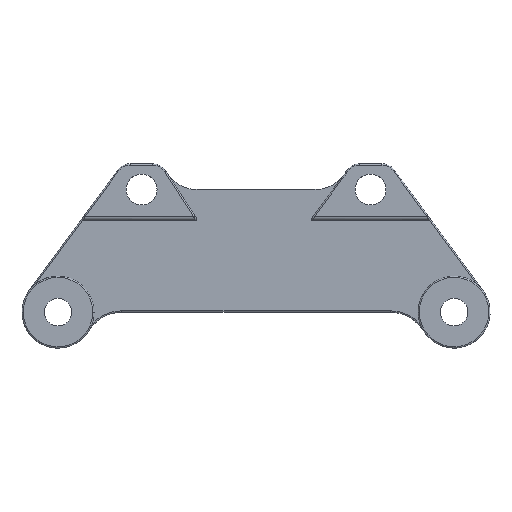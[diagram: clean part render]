
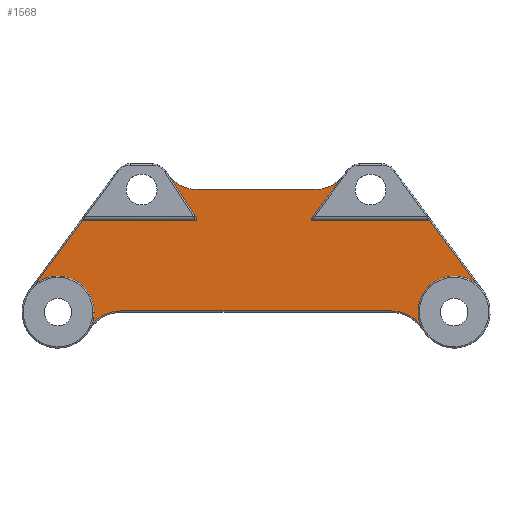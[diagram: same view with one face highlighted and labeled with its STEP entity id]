
A CAD part, top view. The second image highlights one B-rep face of the part: STEP entity #1568.
In plain terms, the highlighted planar face has unit normal (0, 0, 1).
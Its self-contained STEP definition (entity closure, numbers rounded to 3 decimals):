
#225=DIRECTION('',(1.,0.,0.));
#226=VECTOR('',#225,45.115);
#227=CARTESIAN_POINT('',(22.058,93.,19.));
#228=LINE('',#227,#226);
#229=DIRECTION('',(0.592,-0.806,0.));
#230=VECTOR('',#229,30.727);
#231=CARTESIAN_POINT('',(67.469,93.097,19.));
#232=LINE('',#231,#230);
#233=CARTESIAN_POINT('',(77.,57.332,19.));
#234=DIRECTION('',(0.,0.,1.));
#235=DIRECTION('',(0.619,0.786,0.));
#236=AXIS2_PLACEMENT_3D('',#233,#234,#235);
#238=CARTESIAN_POINT('',(77.,57.332,19.));
#239=DIRECTION('',(0.,0.,1.));
#240=DIRECTION('',(-1.,0.,0.));
#241=AXIS2_PLACEMENT_3D('',#238,#239,#240);
#243=CARTESIAN_POINT('',(52.181,42.332,19.));
#244=DIRECTION('',(0.,0.,-1.));
#245=DIRECTION('',(0.,1.,0.));
#246=AXIS2_PLACEMENT_3D('',#243,#244,#245);
#248=DIRECTION('',(1.,0.,0.));
#249=VECTOR('',#248,104.361);
#250=CARTESIAN_POINT('',(-52.181,57.832,19.));
#251=LINE('',#250,#249);
#252=CARTESIAN_POINT('',(-52.181,42.332,19.));
#253=DIRECTION('',(0.,0.,-1.));
#254=DIRECTION('',(-0.753,0.658,0.));
#255=AXIS2_PLACEMENT_3D('',#252,#253,#254);
#257=CARTESIAN_POINT('',(-77.,57.332,19.));
#258=DIRECTION('',(0.,0.,1.));
#259=DIRECTION('',(0.94,-0.342,0.));
#260=AXIS2_PLACEMENT_3D('',#257,#258,#259);
#262=CARTESIAN_POINT('',(-77.,57.332,19.));
#263=DIRECTION('',(0.,0.,1.));
#264=DIRECTION('',(1.,0.,0.));
#265=AXIS2_PLACEMENT_3D('',#262,#263,#264);
#267=DIRECTION('',(0.592,0.806,0.));
#268=VECTOR('',#267,30.727);
#269=CARTESIAN_POINT('',(-85.659,68.333,19.));
#270=LINE('',#269,#268);
#271=CARTESIAN_POINT('',(-67.173,93.5,19.));
#272=DIRECTION('',(0.,0.,-1.));
#273=DIRECTION('',(0.,-1.,0.));
#274=AXIS2_PLACEMENT_3D('',#271,#272,#273);
#276=DIRECTION('',(1.,0.,0.));
#277=VECTOR('',#276,43.551);
#278=CARTESIAN_POINT('',(-67.173,93.,19.));
#279=LINE('',#278,#277);
#280=DIRECTION('',(0.545,-0.838,0.));
#281=VECTOR('',#280,20.988);
#282=CARTESIAN_POINT('',(-34.641,111.37,19.));
#283=LINE('',#282,#281);
#284=DIRECTION('',(0.592,0.806,0.));
#285=VECTOR('',#284,19.518);
#286=CARTESIAN_POINT('',(21.655,93.796,19.));
#287=LINE('',#286,#285);
#303=CARTESIAN_POINT('',(67.173,93.,19.));
#318=CARTESIAN_POINT('',(-23.621,93.,19.));
#338=CARTESIAN_POINT('',(-67.173,93.,19.));
#345=CARTESIAN_POINT('',(67.173,93.5,19.));
#346=DIRECTION('',(0.,0.,-1.));
#347=DIRECTION('',(0.592,-0.806,0.));
#348=AXIS2_PLACEMENT_3D('',#345,#346,#347);
#641=CARTESIAN_POINT('',(22.902,119.,19.));
#642=DIRECTION('',(0.,0.,1.));
#643=DIRECTION('',(0.,-1.,0.));
#644=AXIS2_PLACEMENT_3D('',#641,#642,#643);
#662=CARTESIAN_POINT('',(21.655,93.796,19.));
#673=CARTESIAN_POINT('',(22.058,93.5,19.));
#674=DIRECTION('',(0.,0.,-1.));
#675=DIRECTION('',(0.,-1.,0.));
#676=AXIS2_PLACEMENT_3D('',#673,#674,#675);
#694=DIRECTION('',(-1.,0.,0.));
#695=VECTOR('',#694,45.805);
#696=CARTESIAN_POINT('',(22.902,105.,19.));
#697=LINE('',#696,#695);
#794=CARTESIAN_POINT('',(-22.902,119.,19.));
#795=DIRECTION('',(0.,0.,1.));
#796=DIRECTION('',(-0.838,-0.545,0.));
#797=AXIS2_PLACEMENT_3D('',#794,#795,#796);
#807=CARTESIAN_POINT('',(-23.202,93.772,19.));
#1067=CARTESIAN_POINT('',(-23.621,93.5,19.));
#1068=DIRECTION('',(0.,0.,-1.));
#1069=DIRECTION('',(0.838,0.545,0.));
#1070=AXIS2_PLACEMENT_3D('',#1067,#1068,#1069);
#1072=CARTESIAN_POINT('',(67.469,93.097,19.));
#1155=CARTESIAN_POINT('',(-63.,57.332,19.));
#1156=CARTESIAN_POINT('',(-85.659,68.333,19.));
#1157=VERTEX_POINT('',#1155);
#1158=VERTEX_POINT('',#1156);
#1168=CARTESIAN_POINT('',(-63.846,52.538,19.));
#1169=VERTEX_POINT('',#1168);
#1174=CARTESIAN_POINT('',(52.181,57.832,19.));
#1175=CARTESIAN_POINT('',(63.847,52.538,19.));
#1176=VERTEX_POINT('',#1174);
#1177=VERTEX_POINT('',#1175);
#1178=CARTESIAN_POINT('',(-52.181,57.832,19.));
#1179=VERTEX_POINT('',#1178);
#1184=CARTESIAN_POINT('',(63.,57.332,19.));
#1185=VERTEX_POINT('',#1184);
#1190=CARTESIAN_POINT('',(85.659,68.333,19.));
#1191=VERTEX_POINT('',#1190);
#1228=VERTEX_POINT('',#303);
#1312=VERTEX_POINT('',#1072);
#1313=CARTESIAN_POINT('',(-67.469,93.097,19.));
#1314=VERTEX_POINT('',#1313);
#1315=CARTESIAN_POINT('',(22.902,105.,19.));
#1316=CARTESIAN_POINT('',(-22.902,105.,19.));
#1317=VERTEX_POINT('',#1315);
#1318=VERTEX_POINT('',#1316);
#1319=CARTESIAN_POINT('',(33.21,109.526,19.));
#1320=VERTEX_POINT('',#1319);
#1321=CARTESIAN_POINT('',(-34.641,111.37,19.));
#1322=VERTEX_POINT('',#1321);
#1323=VERTEX_POINT('',#318);
#1325=VERTEX_POINT('',#807);
#1339=VERTEX_POINT('',#338);
#1340=CARTESIAN_POINT('',(22.058,93.,19.));
#1341=VERTEX_POINT('',#1340);
#1343=VERTEX_POINT('',#662);
#1522=CARTESIAN_POINT('',(0.,0.,19.));
#1523=DIRECTION('',(0.,0.,1.));
#1524=DIRECTION('',(1.,0.,0.));
#1525=AXIS2_PLACEMENT_3D('',#1522,#1523,#1524);
#1526=PLANE('',#1525);
#1528=ORIENTED_EDGE('',*,*,#1527,.T.);
#1530=ORIENTED_EDGE('',*,*,#1529,.F.);
#1532=ORIENTED_EDGE('',*,*,#1531,.T.);
#1534=ORIENTED_EDGE('',*,*,#1533,.T.);
#1536=ORIENTED_EDGE('',*,*,#1535,.T.);
#1538=ORIENTED_EDGE('',*,*,#1537,.F.);
#1540=ORIENTED_EDGE('',*,*,#1539,.F.);
#1542=ORIENTED_EDGE('',*,*,#1541,.F.);
#1544=ORIENTED_EDGE('',*,*,#1543,.T.);
#1545=ORIENTED_EDGE('',*,*,#1506,.T.);
#1547=ORIENTED_EDGE('',*,*,#1546,.T.);
#1549=ORIENTED_EDGE('',*,*,#1548,.F.);
#1551=ORIENTED_EDGE('',*,*,#1550,.T.);
#1553=ORIENTED_EDGE('',*,*,#1552,.F.);
#1555=ORIENTED_EDGE('',*,*,#1554,.F.);
#1557=ORIENTED_EDGE('',*,*,#1556,.T.);
#1559=ORIENTED_EDGE('',*,*,#1558,.F.);
#1561=ORIENTED_EDGE('',*,*,#1560,.T.);
#1563=ORIENTED_EDGE('',*,*,#1562,.F.);
#1565=ORIENTED_EDGE('',*,*,#1564,.F.);
#1566=EDGE_LOOP('',(#1528,#1530,#1532,#1534,#1536,#1538,#1540,#1542,#1544,#1545,
#1547,#1549,#1551,#1553,#1555,#1557,#1559,#1561,#1563,#1565));
#1567=FACE_OUTER_BOUND('',#1566,.F.);
#237=CIRCLE('',#236,14.);
#242=CIRCLE('',#241,14.);
#247=CIRCLE('',#246,15.5);
#256=CIRCLE('',#255,15.5);
#261=CIRCLE('',#260,14.);
#266=CIRCLE('',#265,14.);
#275=CIRCLE('',#274,0.5);
#349=CIRCLE('',#348,0.5);
#645=CIRCLE('',#644,14.);
#677=CIRCLE('',#676,0.5);
#798=CIRCLE('',#797,14.);
#1071=CIRCLE('',#1070,0.5);
#1506=EDGE_CURVE('',#1157,#1158,#266,.T.);
#1527=EDGE_CURVE('',#1341,#1228,#228,.T.);
#1529=EDGE_CURVE('',#1312,#1228,#349,.T.);
#1531=EDGE_CURVE('',#1312,#1191,#232,.T.);
#1533=EDGE_CURVE('',#1191,#1185,#237,.T.);
#1535=EDGE_CURVE('',#1185,#1177,#242,.T.);
#1537=EDGE_CURVE('',#1176,#1177,#247,.T.);
#1539=EDGE_CURVE('',#1179,#1176,#251,.T.);
#1541=EDGE_CURVE('',#1169,#1179,#256,.T.);
#1543=EDGE_CURVE('',#1169,#1157,#261,.T.);
#1546=EDGE_CURVE('',#1158,#1314,#270,.T.);
#1548=EDGE_CURVE('',#1339,#1314,#275,.T.);
#1550=EDGE_CURVE('',#1339,#1323,#279,.T.);
#1552=EDGE_CURVE('',#1325,#1323,#1071,.T.);
#1554=EDGE_CURVE('',#1322,#1325,#283,.T.);
#1556=EDGE_CURVE('',#1322,#1318,#798,.T.);
#1558=EDGE_CURVE('',#1317,#1318,#697,.T.);
#1560=EDGE_CURVE('',#1317,#1320,#645,.T.);
#1562=EDGE_CURVE('',#1343,#1320,#287,.T.);
#1564=EDGE_CURVE('',#1341,#1343,#677,.T.);
#1568=ADVANCED_FACE('',(#1567),#1526,.T.);
